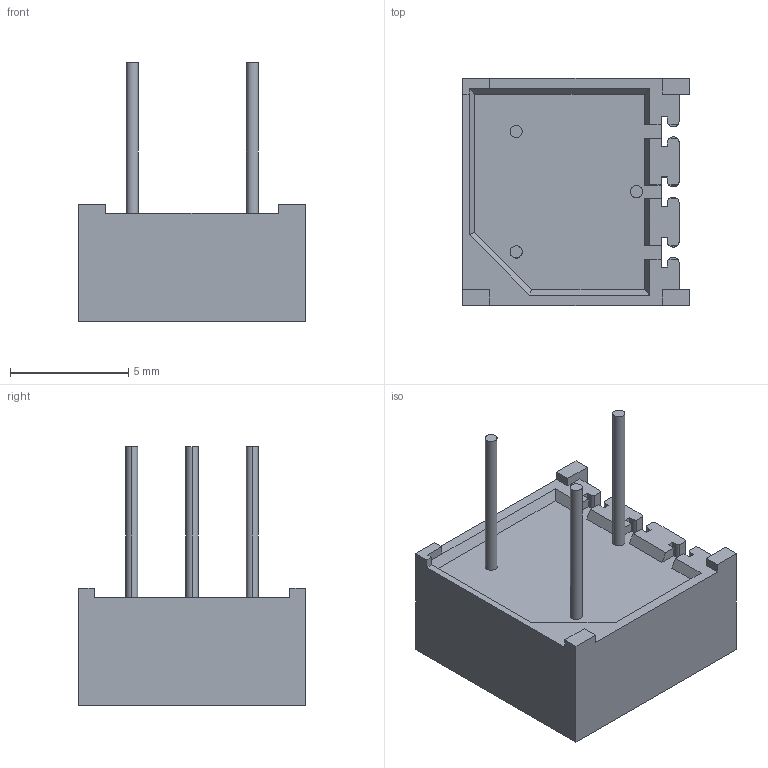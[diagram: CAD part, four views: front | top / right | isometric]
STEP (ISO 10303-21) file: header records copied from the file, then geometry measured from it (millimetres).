
FILE_DESCRIPTION (( 'STEP AP214' ), '1' );
FILE_NAME ('Timmer POT.STEP', '2016-02-27T22:32:02', ( '' ), ( '' ), 'SwSTEP 2.0', 'SolidWorks 2015', '' );
FILE_SCHEMA (( 'AUTOMOTIVE_DESIGN' ));
Length unit declared in the file: inch
Products named in the file (1): Timmer POT
Bounding box: 9.58 x 9.58 x 10.92 mm (x, y, z)
Volume: 372.4 mm3; surface area: 444.1 mm2
Topology: 4 solids, 4 shells, 598 faces, 1699 edges, 1131 vertices
Faces by surface type: plane 577, cylinder 21
Entity records: 19459 total; most frequent: CARTESIAN_POINT 3429, ORIENTED_EDGE 3398, DIRECTION 2955, EDGE_CURVE 1699, LINE 1641, VECTOR 1641, VERTEX_POINT 1131, AXIS2_PLACEMENT_3D 657
